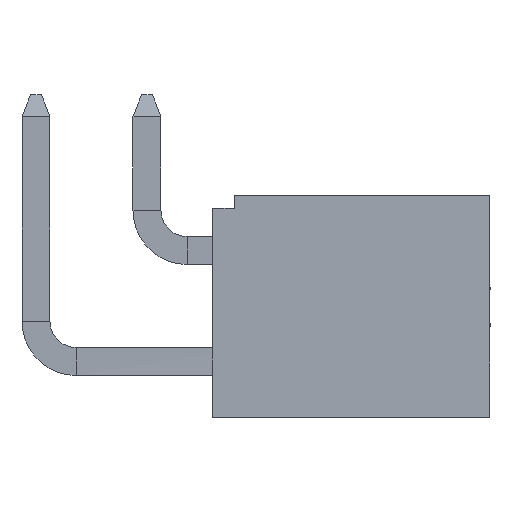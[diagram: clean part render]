
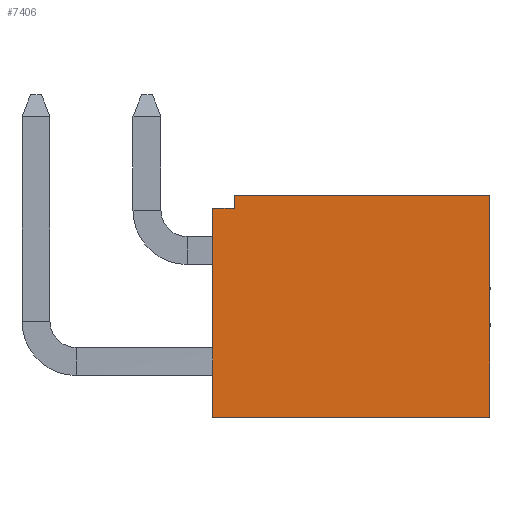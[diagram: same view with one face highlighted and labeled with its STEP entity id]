
A CAD part, front view. The second image highlights one B-rep face of the part: STEP entity #7406.
In plain terms, the highlighted planar face has unit normal (0, -1, 0).
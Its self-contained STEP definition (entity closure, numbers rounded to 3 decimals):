
#4798=CARTESIAN_POINT('',(6.35,-19.305,2.54));
#4799=VERTEX_POINT('',#4798);
#4806=CARTESIAN_POINT('',(6.35,-19.305,-2.54));
#4807=VERTEX_POINT('',#4806);
#4808=CARTESIAN_POINT('',(6.35,-19.305,2.54));
#4809=DIRECTION('',(0.,0.,-1.));
#4810=VECTOR('',#4809,5.08);
#4811=LINE('',#4808,#4810);
#4812=EDGE_CURVE('',#4799,#4807,#4811,.T.);
#6058=CARTESIAN_POINT('',(0.5,-19.305,2.24));
#6059=VERTEX_POINT('',#6058);
#6066=CARTESIAN_POINT('',(0.5,-19.305,2.54));
#6067=VERTEX_POINT('',#6066);
#6068=CARTESIAN_POINT('',(0.5,-19.305,2.24));
#6069=DIRECTION('',(0.,0.,1.));
#6070=VECTOR('',#6069,0.3);
#6071=LINE('',#6068,#6070);
#6072=EDGE_CURVE('',#6059,#6067,#6071,.T.);
#7078=CARTESIAN_POINT('',(0.5,-19.305,2.54));
#7079=DIRECTION('',(1.,0.,0.));
#7080=VECTOR('',#7079,5.85);
#7081=LINE('',#7078,#7080);
#7082=EDGE_CURVE('',#6067,#4799,#7081,.T.);
#7134=CARTESIAN_POINT('',(0.,-19.305,-2.54));
#7135=VERTEX_POINT('',#7134);
#7136=CARTESIAN_POINT('',(6.35,-19.305,-2.54));
#7137=DIRECTION('',(-1.,0.,0.));
#7138=VECTOR('',#7137,6.35);
#7139=LINE('',#7136,#7138);
#7140=EDGE_CURVE('',#4807,#7135,#7139,.T.);
#7369=CARTESIAN_POINT('',(0.,-19.305,2.24));
#7370=VERTEX_POINT('',#7369);
#7371=CARTESIAN_POINT('',(0.,-19.305,2.24));
#7372=DIRECTION('',(1.,0.,0.));
#7373=VECTOR('',#7372,0.5);
#7374=LINE('',#7371,#7373);
#7375=EDGE_CURVE('',#7370,#6059,#7374,.T.);
#7388=CARTESIAN_POINT('',(3.175,-19.305,0.));
#7389=DIRECTION('',(0.,0.,-1.));
#7390=DIRECTION('',(0.,-1.,0.));
#7391=AXIS2_PLACEMENT_3D('',#7388,#7390,#7389);
#7392=PLANE('',#7391);
#7393=ORIENTED_EDGE('',*,*,#4812,.F.);
#7394=ORIENTED_EDGE('',*,*,#7082,.F.);
#7395=ORIENTED_EDGE('',*,*,#6072,.F.);
#7396=ORIENTED_EDGE('',*,*,#7375,.F.);
#7397=CARTESIAN_POINT('',(0.,-19.305,2.24));
#7398=DIRECTION('',(0.,0.,-1.));
#7399=VECTOR('',#7398,4.78);
#7400=LINE('',#7397,#7399);
#7401=EDGE_CURVE('',#7370,#7135,#7400,.T.);
#7402=ORIENTED_EDGE('',*,*,#7401,.T.);
#7403=ORIENTED_EDGE('',*,*,#7140,.F.);
#7404=EDGE_LOOP('',(#7393,#7394,#7395,#7396,#7402,#7403));
#7405=FACE_OUTER_BOUND('',#7404,.T.);
#7406=ADVANCED_FACE('',(#7405),#7392,.T.);
